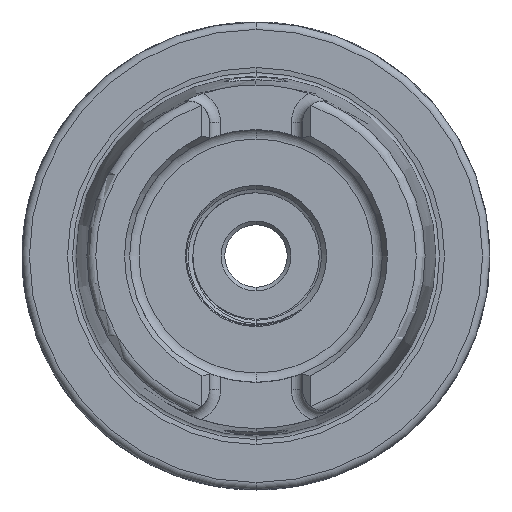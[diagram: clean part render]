
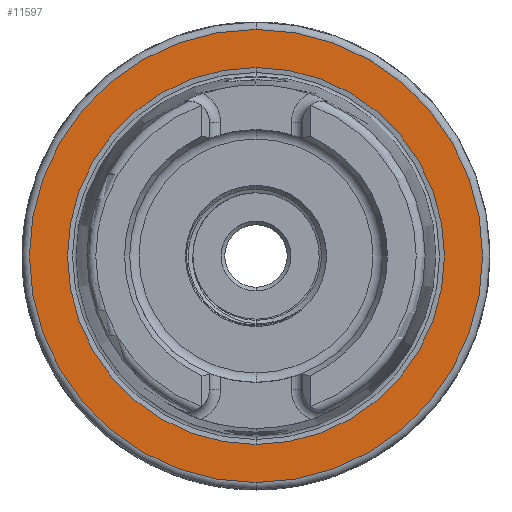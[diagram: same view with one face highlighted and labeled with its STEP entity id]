
A CAD part, left-side view. The second image highlights one B-rep face of the part: STEP entity #11597.
In plain terms, the highlighted planar face has unit normal (-1, 0, 0).
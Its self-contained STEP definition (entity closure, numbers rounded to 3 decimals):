
#1134 = CIRCLE ( 'NONE', #11293, 25.369 ) ;
#1141 = CIRCLE ( 'NONE', #11326, 30.5 ) ;
#1281 = CARTESIAN_POINT ( 'NONE',  ( 0., 0., -25.369 ) ) ;
#1292 = CARTESIAN_POINT ( 'NONE',  ( 0., 0., 25.369 ) ) ;
#1435 = CARTESIAN_POINT ( 'NONE',  ( 0., 0., 30.5 ) ) ;
#1800 = VERTEX_POINT ( 'NONE', #8513 ) ;
#7051 = PLANE ( 'NONE',  #17776 ) ;
#7052 = DIRECTION ( 'NONE',  ( 0., 0., 1. ) ) ;
#7066 = CARTESIAN_POINT ( 'NONE',  ( 0., 25.369, 0. ) ) ;
#7099 = DIRECTION ( 'NONE',  ( -1., 0., 0. ) ) ;
#8513 = CARTESIAN_POINT ( 'NONE',  ( 0., 0., -30.5 ) ) ;
#10548 = CARTESIAN_POINT ( 'NONE',  ( 0., 0., 0. ) ) ;
#10551 = DIRECTION ( 'NONE',  ( 0., 0., -1. ) ) ;
#10555 = DIRECTION ( 'NONE',  ( 1., 0., 0. ) ) ;
#11293 = AXIS2_PLACEMENT_3D ( 'NONE', #22459, #22460, #22465 ) ;
#11326 = AXIS2_PLACEMENT_3D ( 'NONE', #22789, #22802, #22793 ) ;
#11419 = EDGE_CURVE ( 'NONE', #12672, #12798, #1134, .T. ) ;
#11451 = EDGE_CURVE ( 'NONE', #1800, #13001, #1141, .T. ) ;
#11597 = ADVANCED_FACE ( 'NONE', ( #21602, #21559 ), #7051, .T. ) ;
#12672 = VERTEX_POINT ( 'NONE', #1281 ) ;
#12798 = VERTEX_POINT ( 'NONE', #1292 ) ;
#13001 = VERTEX_POINT ( 'NONE', #1435 ) ;
#14351 = CARTESIAN_POINT ( 'NONE',  ( 0., 0., 0. ) ) ;
#14368 = DIRECTION ( 'NONE',  ( -1., 0., 0. ) ) ;
#14379 = DIRECTION ( 'NONE',  ( 0., 0., 1. ) ) ;
#16362 = EDGE_CURVE ( 'NONE', #13001, #1800, #20261, .T. ) ;
#16459 = EDGE_CURVE ( 'NONE', #12798, #12672, #20485, .T. ) ;
#17776 = AXIS2_PLACEMENT_3D ( 'NONE', #7066, #7099, #7052 ) ;
#17978 = AXIS2_PLACEMENT_3D ( 'NONE', #14351, #14368, #14379 ) ;
#18022 = AXIS2_PLACEMENT_3D ( 'NONE', #10548, #10555, #10551 ) ;
#20261 = CIRCLE ( 'NONE', #17978, 30.5 ) ;
#20485 = CIRCLE ( 'NONE', #18022, 25.369 ) ;
#21559 = FACE_BOUND ( 'NONE', #26718, .T. ) ;
#21602 = FACE_OUTER_BOUND ( 'NONE', #26715, .T. ) ;
#22459 = CARTESIAN_POINT ( 'NONE',  ( 0., 0., 0. ) ) ;
#22460 = DIRECTION ( 'NONE',  ( 1., 0., 0. ) ) ;
#22465 = DIRECTION ( 'NONE',  ( 0., 0., -1. ) ) ;
#22789 = CARTESIAN_POINT ( 'NONE',  ( 0., 0., 0. ) ) ;
#22793 = DIRECTION ( 'NONE',  ( 0., 0., 1. ) ) ;
#22802 = DIRECTION ( 'NONE',  ( -1., 0., 0. ) ) ;
#26715 = EDGE_LOOP ( 'NONE', ( #26959, #26953 ) ) ;
#26718 = EDGE_LOOP ( 'NONE', ( #26974, #26960 ) ) ;
#26953 = ORIENTED_EDGE ( 'NONE', *, *, #11451, .T. ) ;
#26959 = ORIENTED_EDGE ( 'NONE', *, *, #16362, .T. ) ;
#26960 = ORIENTED_EDGE ( 'NONE', *, *, #11419, .T. ) ;
#26974 = ORIENTED_EDGE ( 'NONE', *, *, #16459, .T. ) ;
